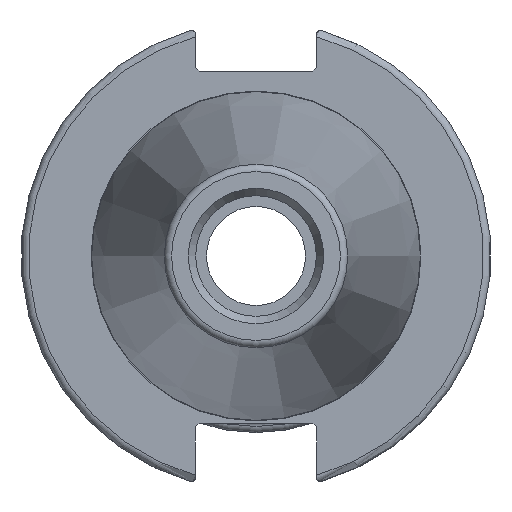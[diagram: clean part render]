
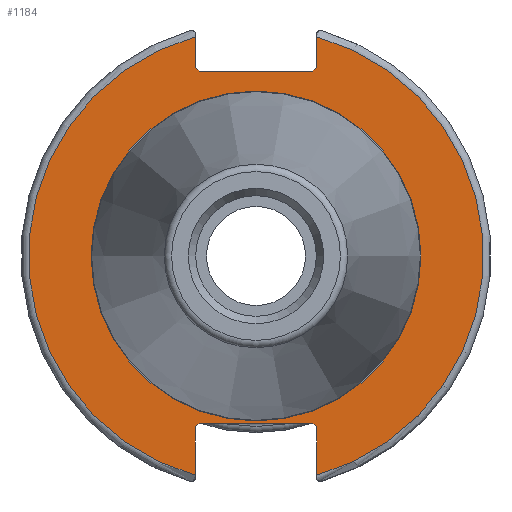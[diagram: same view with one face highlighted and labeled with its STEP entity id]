
A CAD part, left-side view. The second image highlights one B-rep face of the part: STEP entity #1184.
In plain terms, the highlighted planar face has unit normal (-1, 0, 0).
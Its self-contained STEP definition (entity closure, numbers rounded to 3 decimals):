
#34=PLANE('',#1310);
#67=FACE_BOUND('',#195,.T.);
#119=FACE_OUTER_BOUND('',#194,.T.);
#194=EDGE_LOOP('',(#892,#893,#894,#895,#896,#897,#898,#899,#900,#901,#902,
#903));
#195=EDGE_LOOP('',(#904));
#279=CIRCLE('',#1308,22.3);
#281=CIRCLE('',#1311,30.75);
#282=CIRCLE('',#1312,30.75);
#322=LINE('',#2000,#396);
#323=LINE('',#2002,#397);
#324=LINE('',#2004,#398);
#325=LINE('',#2006,#399);
#326=LINE('',#2008,#400);
#327=LINE('',#2012,#401);
#328=LINE('',#2014,#402);
#329=LINE('',#2016,#403);
#330=LINE('',#2018,#404);
#331=LINE('',#2019,#405);
#396=VECTOR('',#1515,10.);
#397=VECTOR('',#1516,10.);
#398=VECTOR('',#1517,10.);
#399=VECTOR('',#1518,10.);
#400=VECTOR('',#1519,10.);
#401=VECTOR('',#1522,10.);
#402=VECTOR('',#1523,10.);
#403=VECTOR('',#1524,10.);
#404=VECTOR('',#1525,10.);
#405=VECTOR('',#1526,10.);
#523=VERTEX_POINT('',#1991);
#524=VERTEX_POINT('',#1996);
#525=VERTEX_POINT('',#1997);
#526=VERTEX_POINT('',#1999);
#527=VERTEX_POINT('',#2001);
#528=VERTEX_POINT('',#2003);
#529=VERTEX_POINT('',#2005);
#530=VERTEX_POINT('',#2007);
#531=VERTEX_POINT('',#2009);
#532=VERTEX_POINT('',#2011);
#533=VERTEX_POINT('',#2013);
#534=VERTEX_POINT('',#2015);
#535=VERTEX_POINT('',#2017);
#660=EDGE_CURVE('',#523,#523,#279,.T.);
#662=EDGE_CURVE('',#524,#525,#281,.T.);
#663=EDGE_CURVE('',#524,#526,#322,.T.);
#664=EDGE_CURVE('',#527,#526,#323,.T.);
#665=EDGE_CURVE('',#527,#528,#324,.T.);
#666=EDGE_CURVE('',#529,#528,#325,.T.);
#667=EDGE_CURVE('',#529,#530,#326,.T.);
#668=EDGE_CURVE('',#531,#530,#282,.T.);
#669=EDGE_CURVE('',#531,#532,#327,.T.);
#670=EDGE_CURVE('',#533,#532,#328,.T.);
#671=EDGE_CURVE('',#533,#534,#329,.T.);
#672=EDGE_CURVE('',#535,#534,#330,.T.);
#673=EDGE_CURVE('',#535,#525,#331,.T.);
#892=ORIENTED_EDGE('',*,*,#662,.F.);
#893=ORIENTED_EDGE('',*,*,#663,.T.);
#894=ORIENTED_EDGE('',*,*,#664,.F.);
#895=ORIENTED_EDGE('',*,*,#665,.T.);
#896=ORIENTED_EDGE('',*,*,#666,.F.);
#897=ORIENTED_EDGE('',*,*,#667,.T.);
#898=ORIENTED_EDGE('',*,*,#668,.F.);
#899=ORIENTED_EDGE('',*,*,#669,.T.);
#900=ORIENTED_EDGE('',*,*,#670,.F.);
#901=ORIENTED_EDGE('',*,*,#671,.T.);
#902=ORIENTED_EDGE('',*,*,#672,.F.);
#903=ORIENTED_EDGE('',*,*,#673,.T.);
#904=ORIENTED_EDGE('',*,*,#660,.F.);
#1184=ADVANCED_FACE('',(#119,#67),#34,.T.);
#1308=AXIS2_PLACEMENT_3D('',#1993,#1507,#1508);
#1310=AXIS2_PLACEMENT_3D('',#1995,#1511,#1512);
#1311=AXIS2_PLACEMENT_3D('',#1998,#1513,#1514);
#1312=AXIS2_PLACEMENT_3D('',#2010,#1520,#1521);
#1507=DIRECTION('center_axis',(-1.,0.,0.));
#1508=DIRECTION('ref_axis',(0.,-1.,0.));
#1511=DIRECTION('center_axis',(-1.,0.,0.));
#1512=DIRECTION('ref_axis',(0.,0.,1.));
#1513=DIRECTION('center_axis',(1.,0.,0.));
#1514=DIRECTION('ref_axis',(0.,-1.,0.));
#1515=DIRECTION('',(0.,0.,-1.));
#1516=DIRECTION('',(0.,-0.707,0.707));
#1517=DIRECTION('',(0.,1.,0.));
#1518=DIRECTION('',(0.,-0.707,-0.707));
#1519=DIRECTION('',(0.,0.,1.));
#1520=DIRECTION('center_axis',(1.,0.,0.));
#1521=DIRECTION('ref_axis',(0.,1.,0.));
#1522=DIRECTION('',(0.,0.,1.));
#1523=DIRECTION('',(0.,0.707,-0.707));
#1524=DIRECTION('',(0.,-1.,0.));
#1525=DIRECTION('',(0.,0.707,0.707));
#1526=DIRECTION('',(0.,0.,-1.));
#1991=CARTESIAN_POINT('',(3.175,0.,22.3));
#1993=CARTESIAN_POINT('Origin',(3.175,0.,0.));
#1995=CARTESIAN_POINT('Origin',(3.175,31.75,0.));
#1996=CARTESIAN_POINT('',(3.175,-8.19,29.639));
#1997=CARTESIAN_POINT('',(3.175,-8.19,-29.639));
#1998=CARTESIAN_POINT('Origin',(3.175,0.,0.));
#1999=CARTESIAN_POINT('',(3.175,-8.19,25.5));
#2000=CARTESIAN_POINT('',(3.175,-8.19,12.5));
#2001=CARTESIAN_POINT('',(3.175,-7.69,25.));
#2002=CARTESIAN_POINT('',(3.175,8.295,9.015));
#2003=CARTESIAN_POINT('',(3.175,7.69,25.));
#2004=CARTESIAN_POINT('',(3.175,15.875,25.));
#2005=CARTESIAN_POINT('',(3.175,8.19,25.5));
#2006=CARTESIAN_POINT('',(3.175,7.58,24.89));
#2007=CARTESIAN_POINT('',(3.175,8.19,29.639));
#2008=CARTESIAN_POINT('',(3.175,8.19,12.5));
#2009=CARTESIAN_POINT('',(3.175,8.19,-29.639));
#2010=CARTESIAN_POINT('Origin',(3.175,0.,0.));
#2011=CARTESIAN_POINT('',(3.175,8.19,-23.1));
#2012=CARTESIAN_POINT('',(3.175,8.19,-11.3));
#2013=CARTESIAN_POINT('',(3.175,7.69,-22.6));
#2014=CARTESIAN_POINT('',(3.175,8.18,-23.09));
#2015=CARTESIAN_POINT('',(3.175,-7.69,-22.6));
#2016=CARTESIAN_POINT('',(3.175,15.875,-22.6));
#2017=CARTESIAN_POINT('',(3.175,-8.19,-23.1));
#2018=CARTESIAN_POINT('',(3.175,7.695,-7.215));
#2019=CARTESIAN_POINT('',(3.175,-8.19,-11.3));
